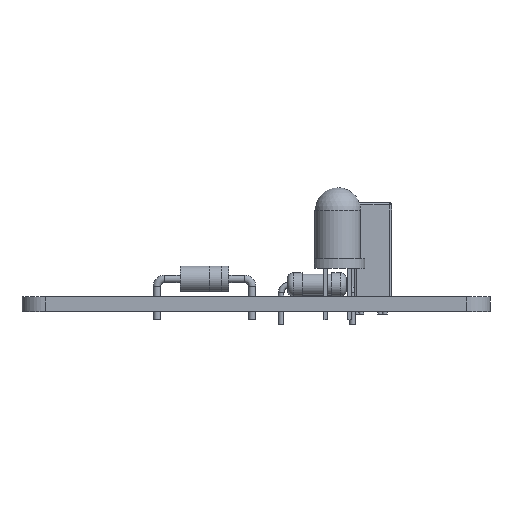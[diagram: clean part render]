
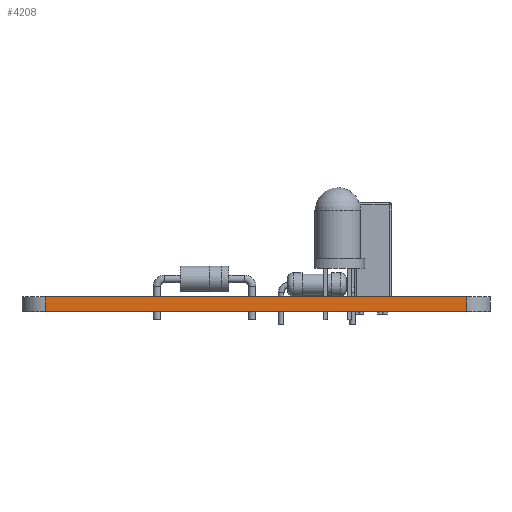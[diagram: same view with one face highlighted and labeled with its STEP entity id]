
A CAD part, left-side view. The second image highlights one B-rep face of the part: STEP entity #4208.
In plain terms, the highlighted planar face has unit normal (-1, 0, 0).
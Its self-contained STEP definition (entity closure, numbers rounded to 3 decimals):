
#2333 = VERTEX_POINT('',#2334);
#2334 = CARTESIAN_POINT('',(100.,-102.5,0.));
#2341 = EDGE_CURVE('',#2342,#2333,#2344,.T.);
#2342 = VERTEX_POINT('',#2343);
#2343 = CARTESIAN_POINT('',(100.,-147.5,0.));
#2344 = LINE('',#2345,#2346);
#2345 = CARTESIAN_POINT('',(100.,-147.5,0.));
#2346 = VECTOR('',#2347,1.);
#2347 = DIRECTION('',(0.,1.,0.));
#3257 = VERTEX_POINT('',#3258);
#3258 = CARTESIAN_POINT('',(100.,-102.5,1.6));
#3265 = EDGE_CURVE('',#3266,#3257,#3268,.T.);
#3266 = VERTEX_POINT('',#3267);
#3267 = CARTESIAN_POINT('',(100.,-147.5,1.6));
#3268 = LINE('',#3269,#3270);
#3269 = CARTESIAN_POINT('',(100.,-147.5,1.6));
#3270 = VECTOR('',#3271,1.);
#3271 = DIRECTION('',(0.,1.,0.));
#4178 = EDGE_CURVE('',#2333,#3257,#4179,.T.);
#4179 = LINE('',#4180,#4181);
#4180 = CARTESIAN_POINT('',(100.,-102.5,0.));
#4181 = VECTOR('',#4182,1.);
#4182 = DIRECTION('',(0.,0.,1.));
#4208 = ADVANCED_FACE('',(#4209),#4220,.T.);
#4209 = FACE_BOUND('',#4210,.T.);
#4210 = EDGE_LOOP('',(#4211,#4217,#4218,#4219));
#4211 = ORIENTED_EDGE('',*,*,#4212,.T.);
#4212 = EDGE_CURVE('',#2342,#3266,#4213,.T.);
#4213 = LINE('',#4214,#4215);
#4214 = CARTESIAN_POINT('',(100.,-147.5,0.));
#4215 = VECTOR('',#4216,1.);
#4216 = DIRECTION('',(0.,0.,1.));
#4217 = ORIENTED_EDGE('',*,*,#3265,.T.);
#4218 = ORIENTED_EDGE('',*,*,#4178,.F.);
#4219 = ORIENTED_EDGE('',*,*,#2341,.F.);
#4220 = PLANE('',#4221);
#4221 = AXIS2_PLACEMENT_3D('',#4222,#4223,#4224);
#4222 = CARTESIAN_POINT('',(100.,-147.5,0.));
#4223 = DIRECTION('',(-1.,0.,0.));
#4224 = DIRECTION('',(0.,1.,0.));
